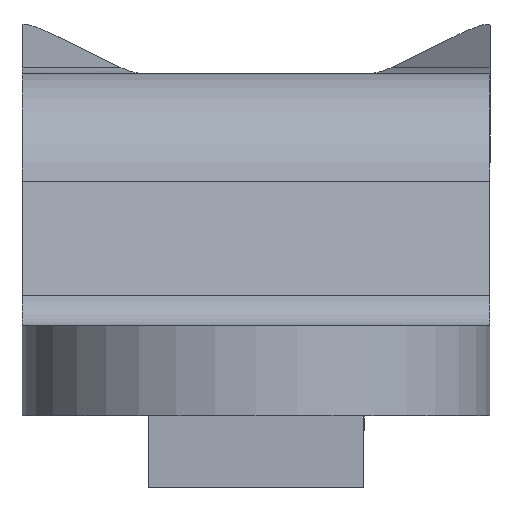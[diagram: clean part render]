
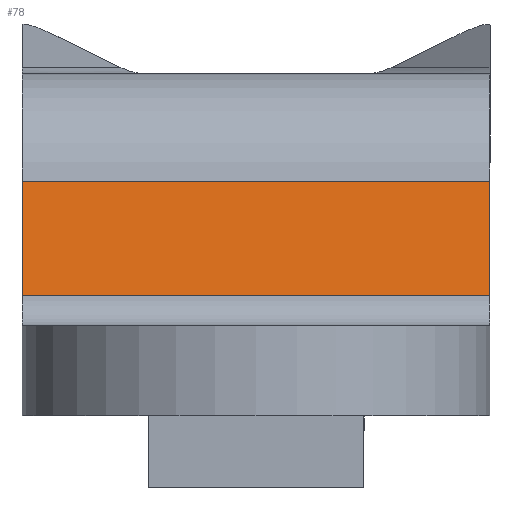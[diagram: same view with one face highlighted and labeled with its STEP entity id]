
A CAD part, left-side view. The second image highlights one B-rep face of the part: STEP entity #78.
In plain terms, the highlighted planar face has unit normal (-0.989, 0, 0.148).
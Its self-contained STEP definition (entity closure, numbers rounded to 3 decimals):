
#78=ADVANCED_FACE('',(#182),#183,.T.);
#182=FACE_OUTER_BOUND('',#313,.T.);
#183=PLANE('',#314);
#313=EDGE_LOOP('',(#477,#478,#479,#480));
#314=AXIS2_PLACEMENT_3D('',#481,#482,#483);
#477=ORIENTED_EDGE('',*,*,#820,.F.);
#478=ORIENTED_EDGE('',*,*,#827,.T.);
#479=ORIENTED_EDGE('',*,*,#828,.F.);
#480=ORIENTED_EDGE('',*,*,#829,.T.);
#481=CARTESIAN_POINT('',(9.237,0.0,-9.791));
#482=DIRECTION('',(-0.989,0.0,0.148));
#483=DIRECTION('',(0.148,0.0,0.989));
#820=EDGE_CURVE('',#985,#987,#988,.F.);
#827=EDGE_CURVE('',#985,#997,#998,.T.);
#828=EDGE_CURVE('',#999,#997,#1000,.T.);
#829=EDGE_CURVE('',#999,#987,#1001,.T.);
#985=VERTEX_POINT('',#1221);
#987=VERTEX_POINT('',#1223);
#988=LINE('',#1224,#1225);
#997=VERTEX_POINT('',#1235);
#998=LINE('',#1236,#1237);
#999=VERTEX_POINT('',#1238);
#1000=LINE('',#1239,#1240);
#1001=LINE('',#1241,#1242);
#1221=CARTESIAN_POINT('',(11.301,6.5,4.02));
#1223=CARTESIAN_POINT('',(11.301,-6.5,4.02));
#1224=CARTESIAN_POINT('',(11.301,-7.5,4.02));
#1225=VECTOR('',#1488,1.0);
#1235=CARTESIAN_POINT('',(10.827,6.5,0.852));
#1236=CARTESIAN_POINT('',(9.237,6.5,-9.791));
#1237=VECTOR('',#1499,1.0);
#1238=CARTESIAN_POINT('',(10.827,-6.5,0.852));
#1239=CARTESIAN_POINT('',(10.827,0.0,0.852));
#1240=VECTOR('',#1500,1.0);
#1241=CARTESIAN_POINT('',(9.237,-6.5,-9.791));
#1242=VECTOR('',#1501,1.0);
#1488=DIRECTION('',(0.0,1.0,0.0));
#1499=DIRECTION('',(-0.148,0.0,-0.989));
#1500=DIRECTION('',(0.0,1.0,0.0));
#1501=DIRECTION('',(0.148,0.0,0.989));
